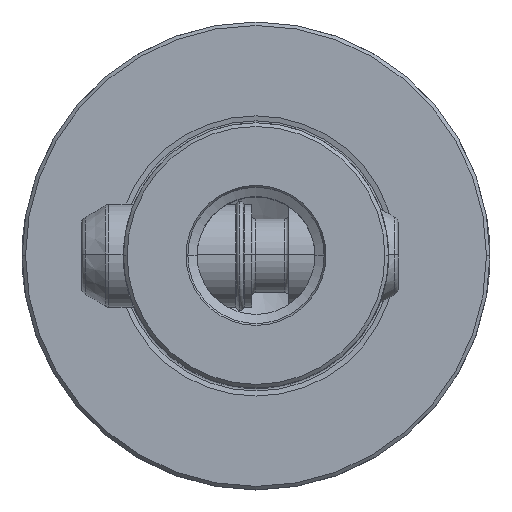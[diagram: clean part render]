
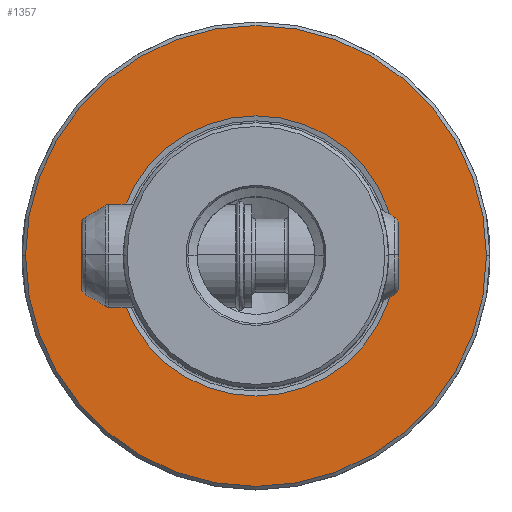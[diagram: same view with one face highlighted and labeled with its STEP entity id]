
A CAD part, top view. The second image highlights one B-rep face of the part: STEP entity #1357.
In plain terms, the highlighted planar face has unit normal (0, 0, 1).
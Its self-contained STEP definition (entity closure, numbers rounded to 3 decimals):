
#1357=ADVANCED_FACE('NONE',(#3597,#3598),#3599,.F.);
#2247=VERTEX_POINT('NONE',#4587);
#2417=VERTEX_POINT('NONE',#4781);
#2475=VERTEX_POINT('NONE',#4848);
#2575=EDGE_CURVE('NONE',#2475,#2247,#4958,.T.);
#2647=VERTEX_POINT('NONE',#5040);
#2909=EDGE_CURVE('NONE',#2247,#2475,#5327,.T.);
#3151=EDGE_CURVE('NONE',#2417,#2647,#5596,.T.);
#3347=EDGE_CURVE('NONE',#2647,#2417,#5819,.T.);
#3597=FACE_OUTER_BOUND('',#6171,.T.);
#3598=FACE_BOUND('',#6172,.T.);
#3599=PLANE('',#6173);
#4587=CARTESIAN_POINT('',(-31.275,0.0,0.0));
#4781=CARTESIAN_POINT('',(19.012,0.0,0.0));
#4848=CARTESIAN_POINT('',(31.275,0.,0.0));
#4958=CIRCLE('',#8714,31.275);
#5040=CARTESIAN_POINT('',(-19.012,0.,0.0));
#5327=CIRCLE('',#9409,31.275);
#5596=CIRCLE('',#9809,19.012);
#5819=CIRCLE('',#10221,19.012);
#6171=EDGE_LOOP('',(#10457,#10458));
#6172=EDGE_LOOP('',(#10459,#10460));
#6173=AXIS2_PLACEMENT_3D('',#10461,#10462,#10463);
#8714=AXIS2_PLACEMENT_3D('',#12083,#12084,#12085);
#9409=AXIS2_PLACEMENT_3D('',#12520,#12521,#12522);
#9809=AXIS2_PLACEMENT_3D('',#12856,#12857,#12858);
#10221=AXIS2_PLACEMENT_3D('',#13134,#13135,#13136);
#10457=ORIENTED_EDGE('',*,*,#2909,.F.);
#10458=ORIENTED_EDGE('',*,*,#2575,.F.);
#10459=ORIENTED_EDGE('',*,*,#3151,.F.);
#10460=ORIENTED_EDGE('',*,*,#3347,.F.);
#10461=CARTESIAN_POINT('',(0.0,31.75,0.0));
#10462=DIRECTION('',(0.0,0.0,-1.0));
#10463=DIRECTION('',(0.0,1.0,0.0));
#12083=CARTESIAN_POINT('',(0.0,0.0,0.0));
#12084=DIRECTION('',(0.0,0.0,-1.0));
#12085=DIRECTION('',(-1.0,0.0,0.0));
#12520=CARTESIAN_POINT('',(0.0,0.0,0.0));
#12521=DIRECTION('',(0.0,0.0,-1.0));
#12522=DIRECTION('',(-1.0,0.0,0.0));
#12856=CARTESIAN_POINT('',(0.0,0.0,0.0));
#12857=DIRECTION('',(0.0,0.0,1.0));
#12858=DIRECTION('',(-1.0,0.0,0.0));
#13134=CARTESIAN_POINT('',(0.0,0.0,0.0));
#13135=DIRECTION('',(0.0,0.0,1.0));
#13136=DIRECTION('',(-1.0,0.0,0.0));
